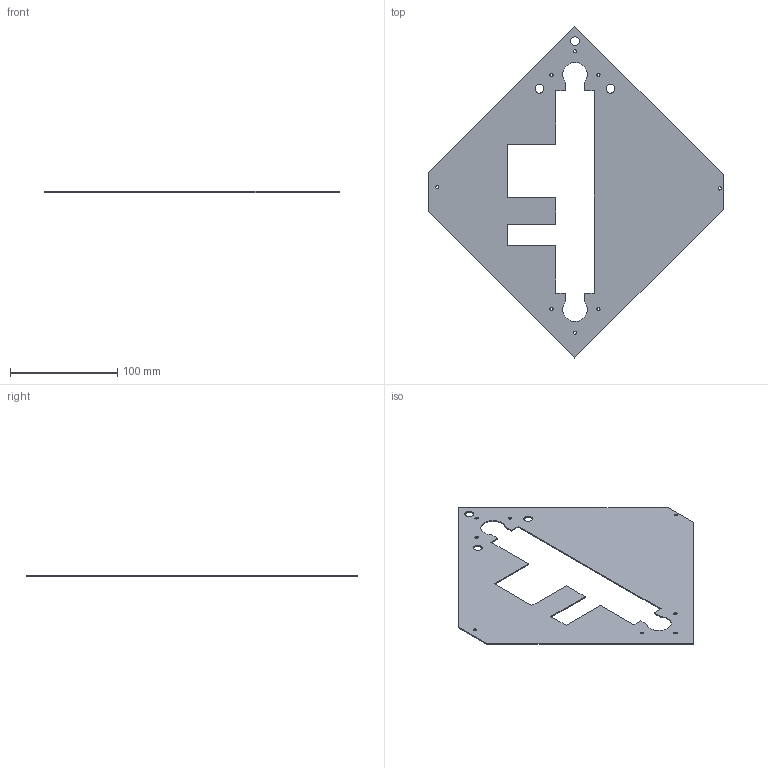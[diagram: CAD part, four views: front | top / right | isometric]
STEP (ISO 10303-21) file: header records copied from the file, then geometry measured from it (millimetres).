
FILE_DESCRIPTION(/* description */ ('Unknown'),/* implementation_level */ '2;1');
FILE_NAME(/* name */ 'PPPlate',/* time_stamp */ '2022-06-05T10:19:31+02:00',/* author */ ('Unknown'),/* organization */ ('Unknown'),/* preprocessor_version */ 'ST-DEVELOPER v18.1',/* originating_system */ 'Solid Edge',/* authorisation */ 'Unknown');
FILE_SCHEMA (('CONFIG_CONTROL_DESIGN'));
Length unit declared in the file: millimetre
Products named in the file (1): PPPlate
Bounding box: 274.76 x 310.08 x 1 mm (x, y, z)
Volume: 36258.2 mm3; surface area: 74245.8 mm2
Topology: 1 solids, 1 shells, 41 faces, 117 edges, 78 vertices
Faces by surface type: plane 28, cylinder 13
Full cylindrical faces by diameter (mm): 3 x7, 8.1 x2, 8.15 x1
Entity records: 1365 total; most frequent: CARTESIAN_POINT 227, DIRECTION 217, ORIENTED_EDGE 214, EDGE_CURVE 107, LINE 81, VECTOR 81, VERTEX_POINT 78, EDGE_LOOP 75
